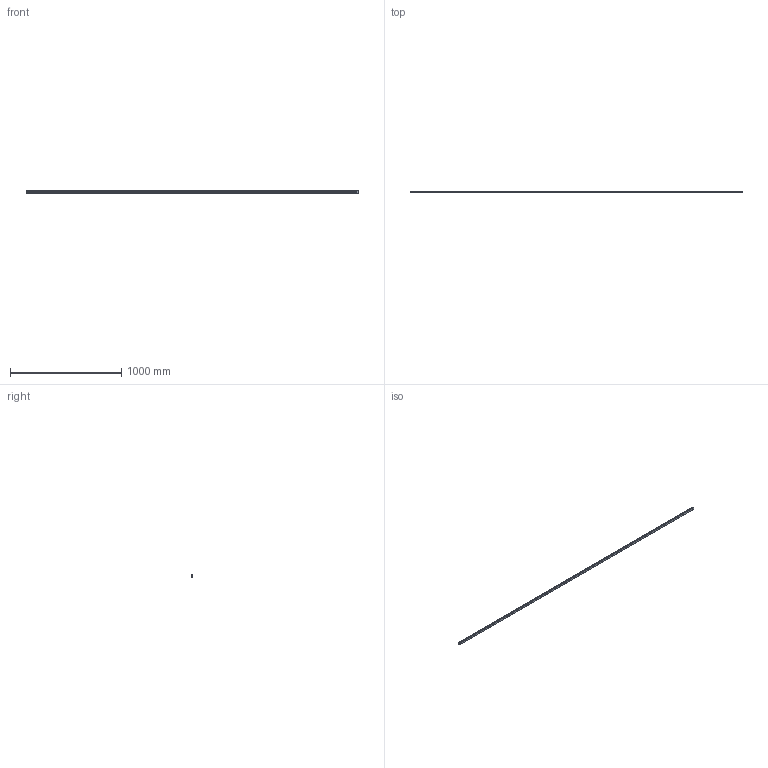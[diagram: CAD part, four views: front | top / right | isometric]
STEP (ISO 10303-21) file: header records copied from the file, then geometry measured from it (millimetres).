
FILE_DESCRIPTION (( 'STEP AP214' ), '1' );
FILE_NAME ('SSR20XTB1SS-2980L_G20_0_B-M6F_1456-75_0_0_0.STEP', '2021-06-28T09:19:51', ( '' ), ( '' ), 'SwSTEP 2.0', 'SolidWorks 2021', '' );
FILE_SCHEMA (( 'AUTOMOTIVE_DESIGN' ));
Length unit declared in the file: millimetre
Products named in the file (2): SSR20XTB1SS-2980L_G20_0_B-M6F_1456-75_0_0_0; _SSR20XTB298020 Track
Assembly tree (1 placements, depth 2):
  SSR20XTB1SS-2980L_G20_0_B-M6F_1456-75_0_0_0
    _SSR20XTB298020 Track
Bounding box: 2980 x 15.5 x 20 mm (x, y, z)
Volume: 788793.3 mm3; surface area: 238089.6 mm2
Topology: 1 solids, 1 shells, 277 faces, 675 edges, 450 vertices
Faces by surface type: cylinder 207, plane 70
Entity records: 8629 total; most frequent: DIRECTION 1651, CARTESIAN_POINT 1406, ORIENTED_EDGE 1350, AXIS2_PLACEMENT_3D 695, EDGE_CURVE 675, VERTEX_POINT 450, EDGE_LOOP 427, CIRCLE 414
